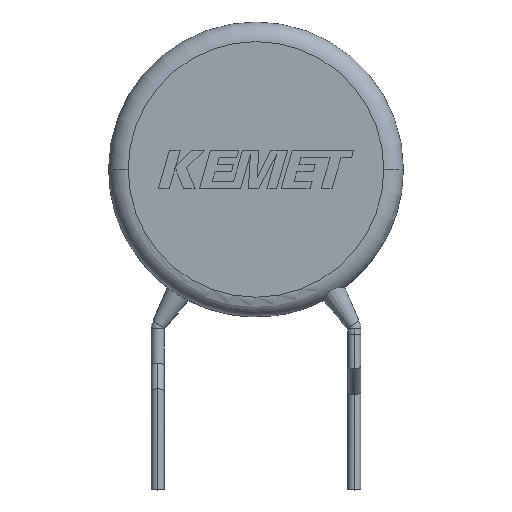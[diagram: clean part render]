
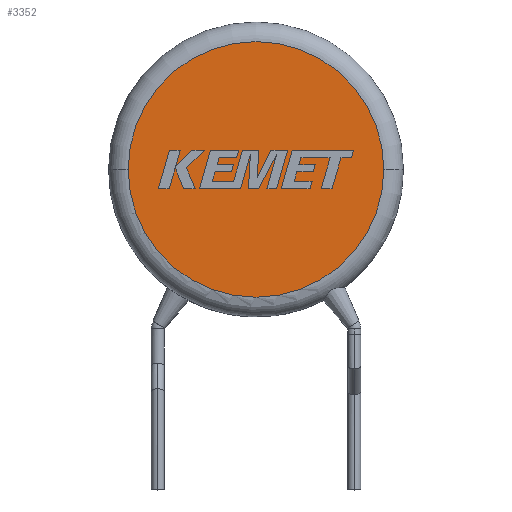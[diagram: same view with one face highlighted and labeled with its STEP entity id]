
A CAD part, top view. The second image highlights one B-rep face of the part: STEP entity #3352.
In plain terms, the highlighted planar face has unit normal (0, 0, 1).
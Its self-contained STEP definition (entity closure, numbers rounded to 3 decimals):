
#704 = CARTESIAN_POINT ( 'NONE',  ( 6.5, 0., 5. ) ) ;
#858 = FACE_OUTER_BOUND ( 'NONE', #1559, .T. ) ;
#892 = CARTESIAN_POINT ( 'NONE',  ( 0., 0., 5. ) ) ;
#1066 = CIRCLE ( 'NONE', #2048, 6.5 ) ;
#1294 = VERTEX_POINT ( 'NONE', #2967 ) ;
#1310 = VERTEX_POINT ( 'NONE', #704 ) ;
#1559 = EDGE_LOOP ( 'NONE', ( #1759, #2188 ) ) ;
#1756 = EDGE_CURVE ( 'NONE', #1310, #1294, #2306, .T. ) ;
#1759 = ORIENTED_EDGE ( 'NONE', *, *, #1756, .T. ) ;
#1895 = DIRECTION ( 'NONE',  ( 1., 0., 0. ) ) ;
#2048 = AXIS2_PLACEMENT_3D ( 'NONE', #3405, #4075, #3737 ) ;
#2188 = ORIENTED_EDGE ( 'NONE', *, *, #3393, .T. ) ;
#2306 = CIRCLE ( 'NONE', #2608, 6.5 ) ;
#2424 = AXIS2_PLACEMENT_3D ( 'NONE', #3108, #3441, #3785 ) ;
#2608 = AXIS2_PLACEMENT_3D ( 'NONE', #892, #3492, #1895 ) ;
#2967 = CARTESIAN_POINT ( 'NONE',  ( -6.5, 0., 5. ) ) ;
#3108 = CARTESIAN_POINT ( 'NONE',  ( 0., 0., 5. ) ) ;
#3352 = ADVANCED_FACE ( 'NONE', ( #858 ), #3776, .T. ) ;
#3393 = EDGE_CURVE ( 'NONE', #1294, #1310, #1066, .T. ) ;
#3405 = CARTESIAN_POINT ( 'NONE',  ( 0., 0., 5. ) ) ;
#3441 = DIRECTION ( 'NONE',  ( 0., 0., 1. ) ) ;
#3492 = DIRECTION ( 'NONE',  ( 0., 0., 1. ) ) ;
#3737 = DIRECTION ( 'NONE',  ( 1., 0., 0. ) ) ;
#3776 = PLANE ( 'NONE',  #2424 ) ;
#3785 = DIRECTION ( 'NONE',  ( 1., 0., 0. ) ) ;
#4075 = DIRECTION ( 'NONE',  ( 0., 0., 1. ) ) ;
